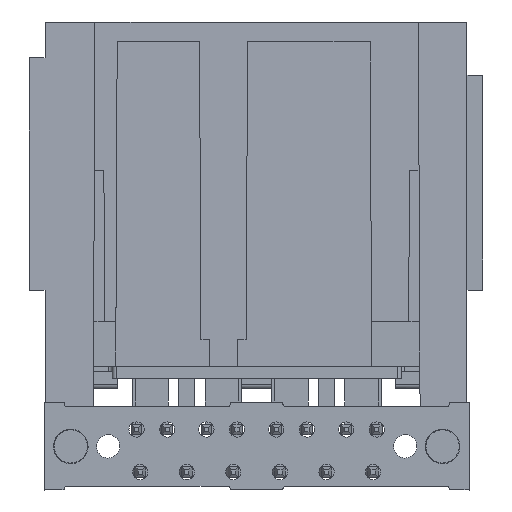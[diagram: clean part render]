
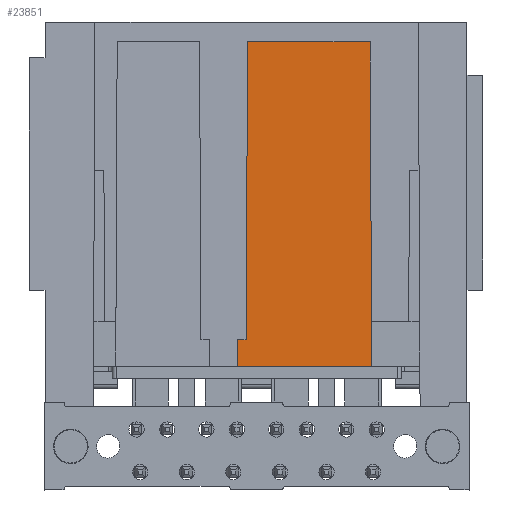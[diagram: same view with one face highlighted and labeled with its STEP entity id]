
A CAD part, front view. The second image highlights one B-rep face of the part: STEP entity #23851.
In plain terms, the highlighted planar face has unit normal (0, -1, 0.004).
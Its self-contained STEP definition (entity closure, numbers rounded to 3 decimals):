
#2571=DIRECTION('',(-0.004,0.004,1.));
#2572=VECTOR('',#2571,24.365);
#2573=CARTESIAN_POINT('',(110.334,32.449,-23.965));
#2574=LINE('',#2573,#2572);
#2575=DIRECTION('',(1.,0.,0.));
#2576=VECTOR('',#2575,10.085);
#2577=CARTESIAN_POINT('',(100.249,32.449,-23.965));
#2578=LINE('',#2577,#2576);
#2579=DIRECTION('',(-0.004,-0.004,-1.));
#2580=VECTOR('',#2579,22.367);
#2581=CARTESIAN_POINT('',(101.007,32.555,0.4));
#2582=LINE('',#2581,#2580);
#2583=DIRECTION('',(-1.,0.,0.));
#2584=VECTOR('',#2583,9.22);
#2585=CARTESIAN_POINT('',(110.227,32.555,0.4));
#2586=LINE('',#2585,#2584);
#2605=DIRECTION('',(1.,0.,0.));
#2606=VECTOR('',#2605,0.67);
#2607=CARTESIAN_POINT('',(100.24,32.458,-21.966));
#2608=LINE('',#2607,#2606);
#2625=DIRECTION('',(-0.004,0.004,1.));
#2626=VECTOR('',#2625,1.999);
#2627=CARTESIAN_POINT('',(100.249,32.449,-23.965));
#2628=LINE('',#2627,#2626);
#19145=CARTESIAN_POINT('',(101.007,32.555,
0.4));
#19146=CARTESIAN_POINT('',(100.909,32.458,
-21.966));
#19147=VERTEX_POINT('',#19145);
#19148=VERTEX_POINT('',#19146);
#19243=CARTESIAN_POINT('',(110.334,32.449,
-23.965));
#19244=CARTESIAN_POINT('',(110.227,32.555,
0.4));
#19245=VERTEX_POINT('',#19243);
#19246=VERTEX_POINT('',#19244);
#19247=CARTESIAN_POINT('',(100.24,32.458,
-21.966));
#19248=VERTEX_POINT('',#19247);
#19249=CARTESIAN_POINT('',(100.249,32.449,-23.965));
#19250=VERTEX_POINT('',#19249);
#23833=CARTESIAN_POINT('',(110.586,32.447,
-24.574));
#23834=DIRECTION('',(0.,-1.,0.004));
#23835=DIRECTION('',(0.,0.004,1.));
#23836=AXIS2_PLACEMENT_3D('',#23833,#23834,#23835);
#23837=PLANE('',#23836);
#23839=ORIENTED_EDGE('',*,*,#23838,.F.);
#23840=ORIENTED_EDGE('',*,*,#23800,.F.);
#23842=ORIENTED_EDGE('',*,*,#23841,.T.);
#23844=ORIENTED_EDGE('',*,*,#23843,.T.);
#23846=ORIENTED_EDGE('',*,*,#23845,.F.);
#23848=ORIENTED_EDGE('',*,*,#23847,.F.);
#23849=EDGE_LOOP('',(#23839,#23840,#23842,#23844,#23846,#23848));
#23850=FACE_OUTER_BOUND('',#23849,.F.);
#23851=ADVANCED_FACE('',(#23850),#23837,.T.);
#23800=EDGE_CURVE('',#19250,#19245,#2578,.T.);
#23838=EDGE_CURVE('',#19245,#19246,#2574,.T.);
#23841=EDGE_CURVE('',#19250,#19248,#2628,.T.);
#23843=EDGE_CURVE('',#19248,#19148,#2608,.T.);
#23845=EDGE_CURVE('',#19147,#19148,#2582,.T.);
#23847=EDGE_CURVE('',#19246,#19147,#2586,.T.);
